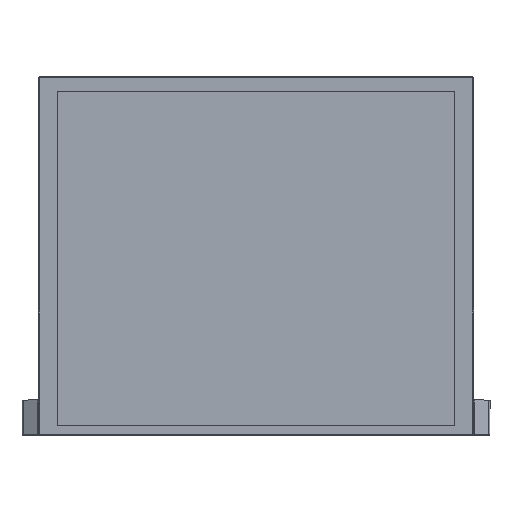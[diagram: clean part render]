
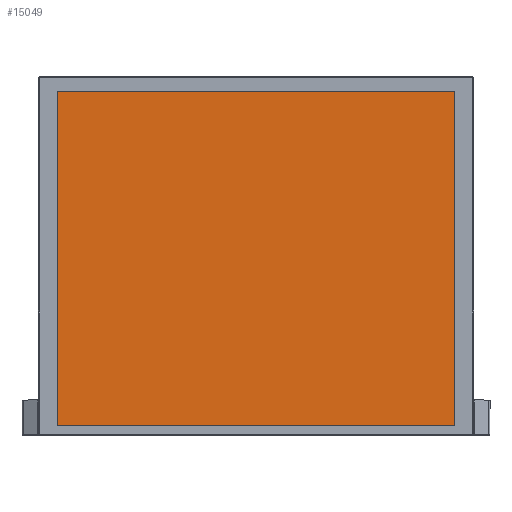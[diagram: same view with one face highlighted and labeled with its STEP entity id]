
A CAD part, top view. The second image highlights one B-rep face of the part: STEP entity #15049.
In plain terms, the highlighted face is planar.
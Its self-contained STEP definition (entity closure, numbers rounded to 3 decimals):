
#983=PLANE('',#16255);
#1503=FACE_OUTER_BOUND('',#2497,.T.);
#2497=EDGE_LOOP('',(#10911,#10912,#10913,#10914,#10915));
#3712=LINE('',#23547,#5309);
#3714=LINE('',#23551,#5311);
#3715=LINE('',#23553,#5312);
#3716=LINE('',#23555,#5313);
#3717=LINE('',#23556,#5314);
#5309=VECTOR('',#18485,10.);
#5311=VECTOR('',#18489,10.);
#5312=VECTOR('',#18490,10.);
#5313=VECTOR('',#18491,10.);
#5314=VECTOR('',#18492,10.);
#7107=VERTEX_POINT('',#23544);
#7108=VERTEX_POINT('',#23546);
#7109=VERTEX_POINT('',#23550);
#7110=VERTEX_POINT('',#23552);
#7111=VERTEX_POINT('',#23554);
#8521=EDGE_CURVE('',#7107,#7108,#3712,.T.);
#8523=EDGE_CURVE('',#7109,#7107,#3714,.T.);
#8524=EDGE_CURVE('',#7110,#7109,#3715,.T.);
#8525=EDGE_CURVE('',#7111,#7110,#3716,.T.);
#8526=EDGE_CURVE('',#7108,#7111,#3717,.T.);
#10911=ORIENTED_EDGE('',*,*,#8523,.F.);
#10912=ORIENTED_EDGE('',*,*,#8524,.F.);
#10913=ORIENTED_EDGE('',*,*,#8525,.F.);
#10914=ORIENTED_EDGE('',*,*,#8526,.F.);
#10915=ORIENTED_EDGE('',*,*,#8521,.F.);
#15049=ADVANCED_FACE('',(#1503),#983,.F.);
#16255=AXIS2_PLACEMENT_3D('',#23549,#18487,#18488);
#18485=DIRECTION('',(-1.,0.,0.));
#18487=DIRECTION('center_axis',(0.,-1.,0.));
#18488=DIRECTION('ref_axis',(0.,0.,
1.));
#18489=DIRECTION('',(0.,0.,1.));
#18490=DIRECTION('',(1.,0.,0.));
#18491=DIRECTION('',(1.,0.,0.));
#18492=DIRECTION('',(0.,0.,-1.));
#23544=CARTESIAN_POINT('',(147.724,4.,145.9));
#23546=CARTESIAN_POINT('',(-22.277,4.,145.9));
#23547=CARTESIAN_POINT('',(74.167,4.,145.9));
#23549=CARTESIAN_POINT('Origin',(141.024,4.,26.745));
#23550=CARTESIAN_POINT('',(147.724,4.,3.2));
#23551=CARTESIAN_POINT('',(147.724,4.,55.722));
#23552=CARTESIAN_POINT('',(85.823,4.,3.2));
#23553=CARTESIAN_POINT('',(100.794,4.,3.2));
#23554=CARTESIAN_POINT('',(-22.277,4.,3.2));
#23555=CARTESIAN_POINT('',(74.567,4.,3.2));
#23556=CARTESIAN_POINT('',(-22.277,4.,79.2));
